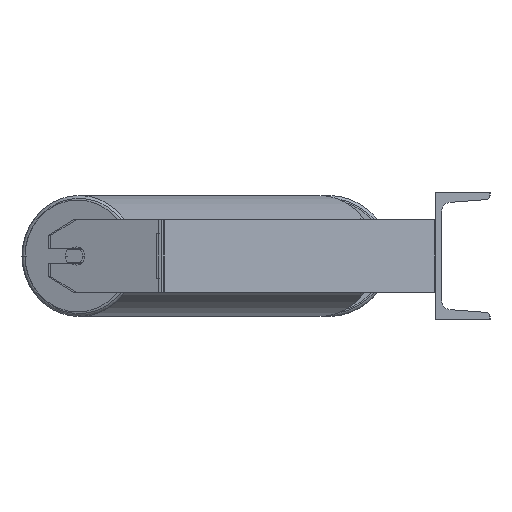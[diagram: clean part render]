
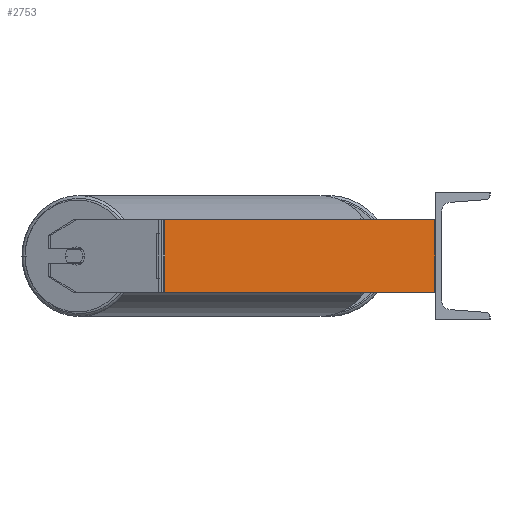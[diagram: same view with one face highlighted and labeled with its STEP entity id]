
A CAD part, left-side view. The second image highlights one B-rep face of the part: STEP entity #2753.
In plain terms, the highlighted planar face has unit normal (-0.996, -0.087, 0).
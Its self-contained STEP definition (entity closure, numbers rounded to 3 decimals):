
#118 = ORIENTED_EDGE ( 'NONE', *, *, #5868, .T. ) ;
#273 = LINE ( 'NONE', #1568, #5624 ) ;
#415 = CARTESIAN_POINT ( 'NONE',  ( -1211.012, 297.314, -40. ) ) ;
#541 = LINE ( 'NONE', #4019, #9040 ) ;
#656 = FACE_OUTER_BOUND ( 'NONE', #8453, .T. ) ;
#1052 = DIRECTION ( 'NONE',  ( 0., 0., -1. ) ) ;
#1183 = ORIENTED_EDGE ( 'NONE', *, *, #4878, .F. ) ;
#1289 = CARTESIAN_POINT ( 'NONE',  ( -1211.321, 300.847, 40. ) ) ;
#1327 = VERTEX_POINT ( 'NONE', #415 ) ;
#1421 = CARTESIAN_POINT ( 'NONE',  ( -1211.321, 300.847, -40. ) ) ;
#1568 = CARTESIAN_POINT ( 'NONE',  ( -1185., 0., 40. ) ) ;
#1656 = VECTOR ( 'NONE', #1052, 1000. ) ;
#2753 = ADVANCED_FACE ( 'NONE', ( #656 ), #5406, .F. ) ;
#2938 = VERTEX_POINT ( 'NONE', #5245 ) ;
#3098 = DIRECTION ( 'NONE',  ( 0., 0., -1. ) ) ;
#3195 = LINE ( 'NONE', #6706, #1656 ) ;
#3299 = DIRECTION ( 'NONE',  ( 0.996, 0.087, 0. ) ) ;
#3380 = DIRECTION ( 'NONE',  ( -0.087, 0.996, 0. ) ) ;
#3910 = EDGE_CURVE ( 'NONE', #4789, #6107, #273, .T. ) ;
#3973 = ORIENTED_EDGE ( 'NONE', *, *, #3910, .F. ) ;
#4019 = CARTESIAN_POINT ( 'NONE',  ( -1211.321, 300.847, 40. ) ) ;
#4286 = AXIS2_PLACEMENT_3D ( 'NONE', #1289, #3299, #3380 ) ;
#4789 = VERTEX_POINT ( 'NONE', #7388 ) ;
#4878 = EDGE_CURVE ( 'NONE', #2938, #4789, #541, .T. ) ;
#5245 = CARTESIAN_POINT ( 'NONE',  ( -1211.012, 297.314, 40. ) ) ;
#5406 = PLANE ( 'NONE',  #4286 ) ;
#5541 = EDGE_CURVE ( 'NONE', #2938, #1327, #3195, .T. ) ;
#5624 = VECTOR ( 'NONE', #3098, 1000. ) ;
#5629 = DIRECTION ( 'NONE',  ( 0.087, -0.996, 0. ) ) ;
#5868 = EDGE_CURVE ( 'NONE', #1327, #6107, #6928, .T. ) ;
#6107 = VERTEX_POINT ( 'NONE', #8804 ) ;
#6706 = CARTESIAN_POINT ( 'NONE',  ( -1211.012, 297.314, 40. ) ) ;
#6843 = DIRECTION ( 'NONE',  ( 0.087, -0.996, 0. ) ) ;
#6928 = LINE ( 'NONE', #1421, #7146 ) ;
#7146 = VECTOR ( 'NONE', #5629, 1000. ) ;
#7388 = CARTESIAN_POINT ( 'NONE',  ( -1185., 0., 40. ) ) ;
#8214 = ORIENTED_EDGE ( 'NONE', *, *, #5541, .T. ) ;
#8453 = EDGE_LOOP ( 'NONE', ( #118, #3973, #1183, #8214 ) ) ;
#8804 = CARTESIAN_POINT ( 'NONE',  ( -1185., 0., -40. ) ) ;
#9040 = VECTOR ( 'NONE', #6843, 1000. ) ;
